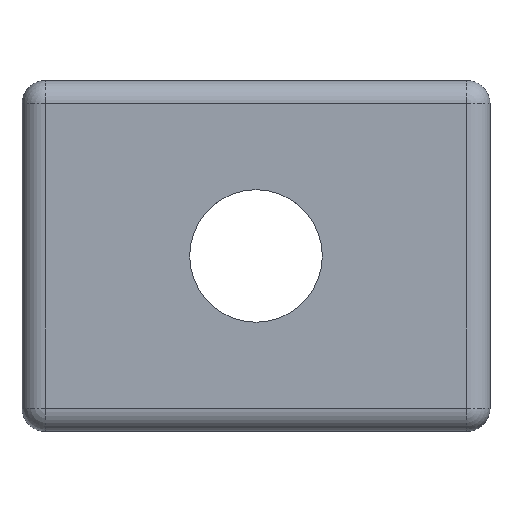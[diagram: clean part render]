
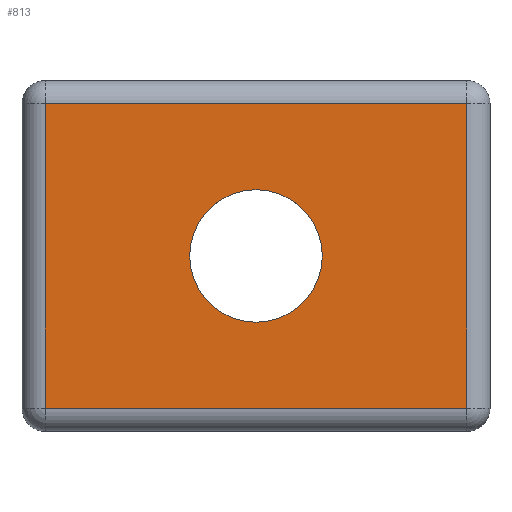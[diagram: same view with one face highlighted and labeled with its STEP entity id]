
A CAD part, top view. The second image highlights one B-rep face of the part: STEP entity #813.
In plain terms, the highlighted planar face has unit normal (0, 0, 1).
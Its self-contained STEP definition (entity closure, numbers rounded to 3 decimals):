
#433=CIRCLE('',#784,8.5);
#495=ORIENTED_EDGE('',*,*,#608,.T.);
#496=ORIENTED_EDGE('',*,*,#606,.T.);
#497=ORIENTED_EDGE('',*,*,#591,.T.);
#498=ORIENTED_EDGE('',*,*,#596,.T.);
#499=ORIENTED_EDGE('',*,*,#609,.F.);
#520=VECTOR('',#692,1.);
#522=VECTOR('',#704,1.);
#530=VECTOR('',#730,1.);
#531=VECTOR('',#735,1.);
#540=LINE('',#857,#520);
#542=LINE('',#867,#522);
#550=LINE('',#888,#530);
#551=LINE('',#891,#531);
#564=VERTEX_POINT('',#851);
#565=VERTEX_POINT('',#855);
#568=VERTEX_POINT('',#865);
#572=VERTEX_POINT('',#887);
#573=VERTEX_POINT('',#892);
#591=EDGE_CURVE('',#564,#565,#540,.T.);
#596=EDGE_CURVE('',#565,#568,#542,.T.);
#606=EDGE_CURVE('',#572,#564,#550,.T.);
#608=EDGE_CURVE('',#568,#572,#551,.T.);
#609=EDGE_CURVE('',#573,#573,#433,.T.);
#627=EDGE_LOOP('',(#495,#496,#497,#498));
#628=EDGE_LOOP('',(#499));
#649=FACE_BOUND('',#627,.T.);
#650=FACE_BOUND('',#628,.T.);
#692=DIRECTION('',(-54.,0.,0.));
#704=DIRECTION('',(0.,-39.,0.));
#730=DIRECTION('',(0.,39.,0.));
#733=DIRECTION('',(0.,0.,1.));
#734=DIRECTION('',(0.,-1.,0.));
#735=DIRECTION('',(54.,0.,0.));
#736=DIRECTION('',(0.,0.,1.));
#737=DIRECTION('',(0.,8.5,0.));
#783=AXIS2_PLACEMENT_3D('',#890,#733,#734);
#784=AXIS2_PLACEMENT_3D('',#893,#736,#737);
#798=PLANE('',#783);
#813=ADVANCED_FACE('',(#649,#650),#798,.T.);
#851=CARTESIAN_POINT('',(49.475,-7.667,4.));
#855=CARTESIAN_POINT('',(-4.525,-7.667,4.));
#857=CARTESIAN_POINT('',(49.475,-7.667,4.));
#865=CARTESIAN_POINT('',(-4.525,-46.667,4.));
#867=CARTESIAN_POINT('',(-4.525,-7.667,4.));
#887=CARTESIAN_POINT('',(49.475,-46.667,4.));
#888=CARTESIAN_POINT('',(49.475,-46.667,4.));
#890=CARTESIAN_POINT('',(-4.525,-46.667,4.));
#891=CARTESIAN_POINT('',(-4.525,-46.667,4.));
#892=CARTESIAN_POINT('',(22.475,-18.667,4.));
#893=CARTESIAN_POINT('',(22.475,-27.167,4.));
